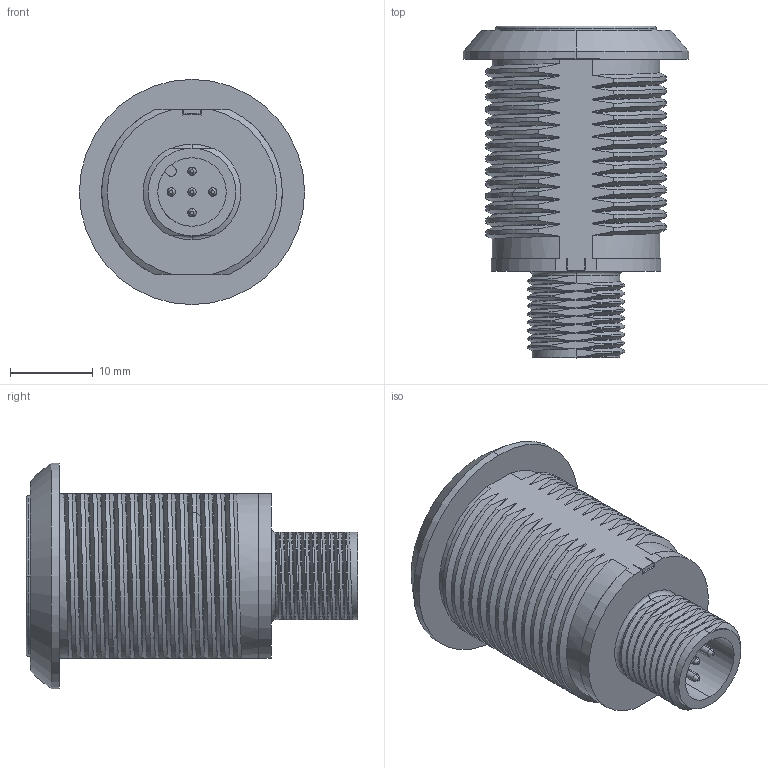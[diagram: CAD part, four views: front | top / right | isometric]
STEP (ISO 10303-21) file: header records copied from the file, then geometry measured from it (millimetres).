
FILE_DESCRIPTION((''),'2;1');
FILE_NAME('202738_SM01_ASM','2022-06-14T14:10:26',('PDMAdmin'),('BANNER ENGINEERING'),'CREO PARAMETRIC BY PTC INC, 2019292','CREO PARAMETRIC BY PTC INC, 2019292','');
FILE_SCHEMA(('CONFIG_CONTROL_DESIGN'));
Length unit declared in the file: millimetre
Products named in the file (2): 202738_EP01; 202738_SM01_ASM
Assembly tree (1 placements, depth 2):
  202738_SM01_ASM
    202738_EP01
Bounding box: 27.25 x 40.15 x 27.25 mm (x, y, z)
Volume: 11356.5 mm3; surface area: 4771.4 mm2
Topology: 1 solids, 1 shells, 279 faces, 711 edges, 441 vertices
Faces by surface type: bspline 144, cylinder 68, plane 45, cone 16, torus 4, sphere 2
Entity records: 30177 total; most frequent: CARTESIAN_POINT 24525, ORIENTED_EDGE 1422, EDGE_CURVE 711, DIRECTION 697, VERTEX_POINT 441, B_SPLINE_CURVE_WITH_KNOTS 376, EDGE_LOOP 288, FACE_OUTER_BOUND 279
